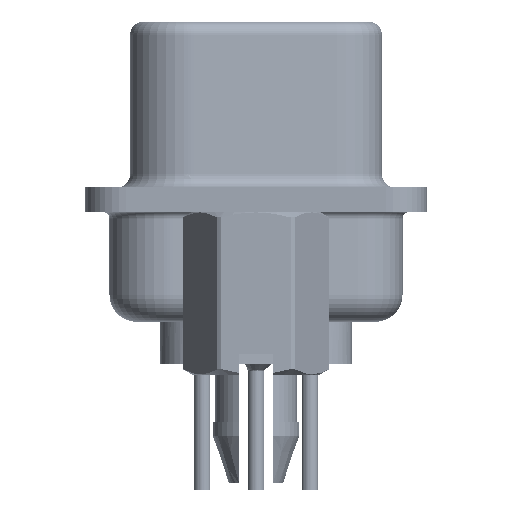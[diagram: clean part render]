
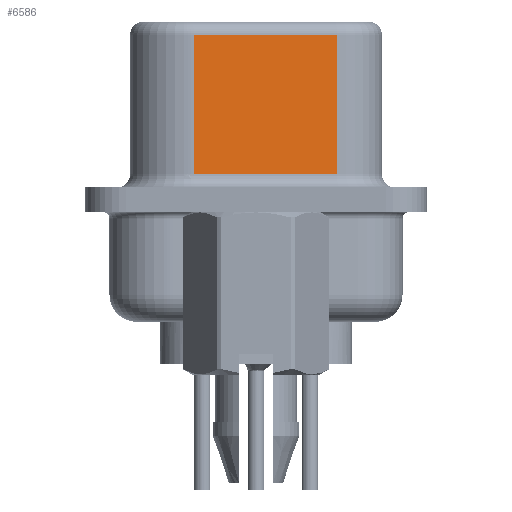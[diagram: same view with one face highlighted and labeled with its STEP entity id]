
A CAD part, left-side view. The second image highlights one B-rep face of the part: STEP entity #6586.
In plain terms, the highlighted planar face has unit normal (-0.985, -0.174, 0).
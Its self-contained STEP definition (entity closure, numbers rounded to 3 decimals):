
#115 = DIRECTION ( 'NONE',  ( 0., 0., -1. ) ) ;
#129 = EDGE_CURVE ( 'NONE', #3804, #32720, #2562, .T. ) ;
#2155 = CARTESIAN_POINT ( 'NONE',  ( 3.62, 2.293, 0.95 ) ) ;
#2562 = LINE ( 'NONE', #10427, #18877 ) ;
#2927 = CARTESIAN_POINT ( 'NONE',  ( 4.551, -2.987, 6.57 ) ) ;
#3804 = VERTEX_POINT ( 'NONE', #30893 ) ;
#4569 = EDGE_LOOP ( 'NONE', ( #30889, #34025, #29002, #26124 ) ) ;
#5060 = DIRECTION ( 'NONE',  ( -0.174, 0.985, 0. ) ) ;
#5562 = CARTESIAN_POINT ( 'NONE',  ( 4.551, -2.987, 6.57 ) ) ;
#5676 = DIRECTION ( 'NONE',  ( 0.174, -0.985, 0. ) ) ;
#6586 = ADVANCED_FACE ( 'NONE', ( #29007 ), #23924, .F. ) ;
#8152 = DIRECTION ( 'NONE',  ( 0., 0., -1. ) ) ;
#8502 = DIRECTION ( 'NONE',  ( -0.174, 0.985, 0. ) ) ;
#9735 = EDGE_CURVE ( 'NONE', #19839, #17512, #18671, .T. ) ;
#9783 = EDGE_CURVE ( 'NONE', #19839, #3804, #31930, .T. ) ;
#9906 = LINE ( 'NONE', #24218, #25218 ) ;
#10427 = CARTESIAN_POINT ( 'NONE',  ( 3.62, 2.293, 6.57 ) ) ;
#17512 = VERTEX_POINT ( 'NONE', #17676 ) ;
#17676 = CARTESIAN_POINT ( 'NONE',  ( 4.551, -2.987, 0.95 ) ) ;
#18671 = LINE ( 'NONE', #2927, #18801 ) ;
#18801 = VECTOR ( 'NONE', #8152, 1000. ) ;
#18877 = VECTOR ( 'NONE', #115, 1000. ) ;
#19019 = CARTESIAN_POINT ( 'NONE',  ( 4.551, -2.987, 6.07 ) ) ;
#19839 = VERTEX_POINT ( 'NONE', #23682 ) ;
#23682 = CARTESIAN_POINT ( 'NONE',  ( 4.551, -2.987, 6.07 ) ) ;
#23924 = PLANE ( 'NONE',  #27605 ) ;
#24218 = CARTESIAN_POINT ( 'NONE',  ( 4.551, -2.987, 0.95 ) ) ;
#25218 = VECTOR ( 'NONE', #5676, 1000. ) ;
#26124 = ORIENTED_EDGE ( 'NONE', *, *, #29480, .T. ) ;
#26895 = DIRECTION ( 'NONE',  ( 0.985, 0.174, 0. ) ) ;
#27605 = AXIS2_PLACEMENT_3D ( 'NONE', #5562, #26895, #5060 ) ;
#29002 = ORIENTED_EDGE ( 'NONE', *, *, #129, .T. ) ;
#29007 = FACE_OUTER_BOUND ( 'NONE', #4569, .T. ) ;
#29480 = EDGE_CURVE ( 'NONE', #32720, #17512, #9906, .T. ) ;
#30889 = ORIENTED_EDGE ( 'NONE', *, *, #9735, .F. ) ;
#30893 = CARTESIAN_POINT ( 'NONE',  ( 3.62, 2.293, 6.07 ) ) ;
#31930 = LINE ( 'NONE', #19019, #33283 ) ;
#32720 = VERTEX_POINT ( 'NONE', #2155 ) ;
#33283 = VECTOR ( 'NONE', #8502, 1000. ) ;
#34025 = ORIENTED_EDGE ( 'NONE', *, *, #9783, .T. ) ;
